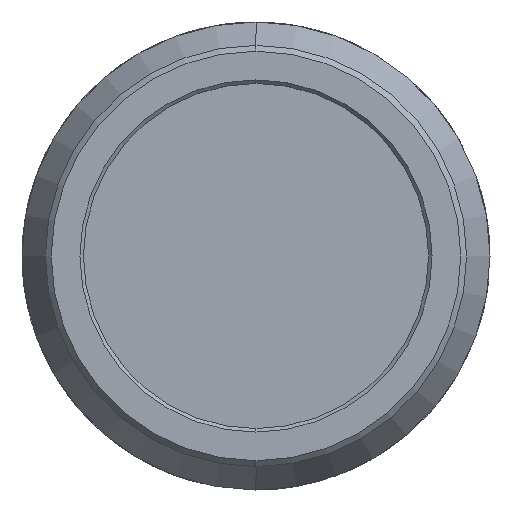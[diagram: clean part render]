
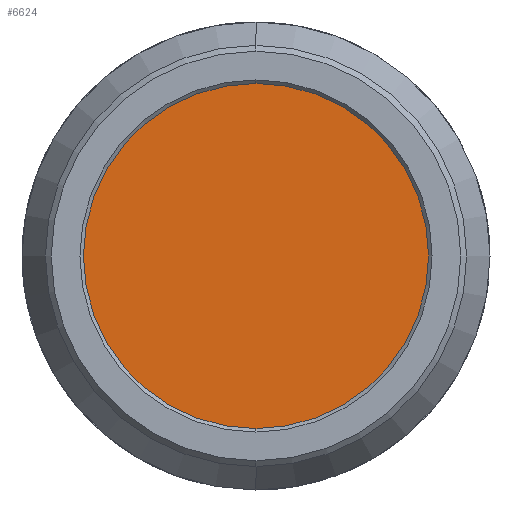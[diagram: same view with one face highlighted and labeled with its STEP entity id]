
A CAD part, left-side view. The second image highlights one B-rep face of the part: STEP entity #6624.
In plain terms, the highlighted planar face has unit normal (-1, 0, 0).
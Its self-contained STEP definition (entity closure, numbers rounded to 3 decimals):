
#49 = VERTEX_POINT ( 'NONE', #4059 ) ;
#758 = CIRCLE ( 'NONE', #5327, 14.75 ) ;
#1031 = DIRECTION ( 'NONE',  ( 0., 0., 1. ) ) ;
#1486 = FACE_OUTER_BOUND ( 'NONE', #6287, .T. ) ;
#1526 = AXIS2_PLACEMENT_3D ( 'NONE', #2864, #5034, #6751 ) ;
#1958 = CARTESIAN_POINT ( 'NONE',  ( -9.398, 0., 14.75 ) ) ;
#2086 = CARTESIAN_POINT ( 'NONE',  ( -9.398, 0., 0. ) ) ;
#2560 = PLANE ( 'NONE',  #7060 ) ;
#2864 = CARTESIAN_POINT ( 'NONE',  ( -9.398, 0., 0. ) ) ;
#3392 = VERTEX_POINT ( 'NONE', #1958 ) ;
#3699 = DIRECTION ( 'NONE',  ( 0., 0., 1. ) ) ;
#4059 = CARTESIAN_POINT ( 'NONE',  ( -9.398, 0., -14.75 ) ) ;
#4137 = CIRCLE ( 'NONE', #1526, 14.75 ) ;
#5034 = DIRECTION ( 'NONE',  ( 1., 0., 0. ) ) ;
#5119 = EDGE_CURVE ( 'NONE', #3392, #49, #758, .T. ) ;
#5327 = AXIS2_PLACEMENT_3D ( 'NONE', #5465, #7210, #1031 ) ;
#5337 = DIRECTION ( 'NONE',  ( -1., 0., 0. ) ) ;
#5465 = CARTESIAN_POINT ( 'NONE',  ( -9.398, 0., 0. ) ) ;
#5696 = ORIENTED_EDGE ( 'NONE', *, *, #5119, .F. ) ;
#6287 = EDGE_LOOP ( 'NONE', ( #5696, #6637 ) ) ;
#6624 = ADVANCED_FACE ( 'NONE', ( #1486 ), #2560, .T. ) ;
#6637 = ORIENTED_EDGE ( 'NONE', *, *, #6944, .F. ) ;
#6751 = DIRECTION ( 'NONE',  ( 0., 0., 1. ) ) ;
#6944 = EDGE_CURVE ( 'NONE', #49, #3392, #4137, .T. ) ;
#7060 = AXIS2_PLACEMENT_3D ( 'NONE', #2086, #5337, #3699 ) ;
#7210 = DIRECTION ( 'NONE',  ( 1., 0., 0. ) ) ;
